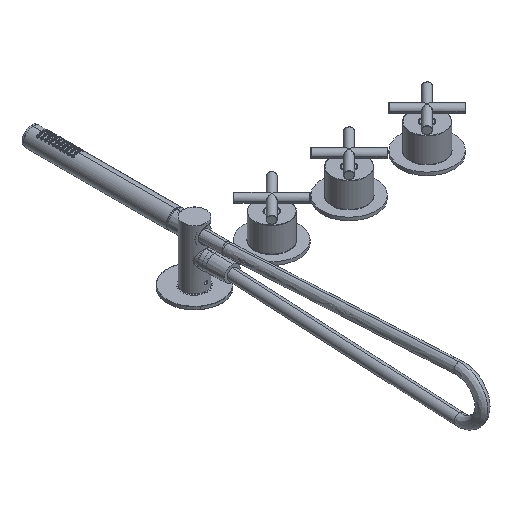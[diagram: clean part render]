
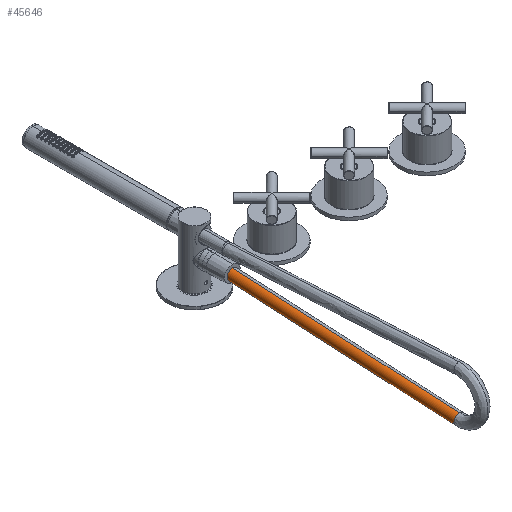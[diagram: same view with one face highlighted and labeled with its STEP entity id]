
A CAD part, isometric view. The second image highlights one B-rep face of the part: STEP entity #45646.
In plain terms, the highlighted free-form (B-spline) face has degree [3, 1] with [4, 2] control points.
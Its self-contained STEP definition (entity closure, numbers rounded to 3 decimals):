
#848 = CARTESIAN_POINT ( 'NONE',  ( 0., -315.2, -22.638 ) ) ;
#1679 = CARTESIAN_POINT ( 'NONE',  ( -13.832, -315.2, -22.638 ) ) ;
#3757 = CARTESIAN_POINT ( 'NONE',  ( 0., -21.65, 6.578 ) ) ;
#6129 = CARTESIAN_POINT ( 'NONE',  ( 0., -15.2, 6.916 ) ) ;
#7834 = CARTESIAN_POINT ( 'NONE',  ( 0., -21.65, -7.254 ) ) ;
#9908 = ORIENTED_EDGE ( 'NONE', *, *, #57447, .F. ) ;
#10208 = ORIENTED_EDGE ( 'NONE', *, *, #46894, .F. ) ;
#10579 = FACE_OUTER_BOUND ( 'NONE', #15302, .T. ) ;
#11033 = DIRECTION ( 'NONE',  ( 0., -1., 0. ) ) ;
#12275 = CARTESIAN_POINT ( 'NONE',  ( 0., -21.65, 6.578 ) ) ;
#12458 = VERTEX_POINT ( 'NONE', #848 ) ;
#12792 = VERTEX_POINT ( 'NONE', #39984 ) ;
#15302 = EDGE_LOOP ( 'NONE', ( #10208, #25116, #31488, #9908 ) ) ;
#19468 = CARTESIAN_POINT ( 'NONE',  ( 0., -315.2, -22.638 ) ) ;
#19799 = CARTESIAN_POINT ( 'NONE',  ( -13.832, -15.2, -6.916 ) ) ;
#21402 = VERTEX_POINT ( 'NONE', #3757 ) ;
#24268 = CARTESIAN_POINT ( 'NONE',  ( -13.832, -315.2, -8.806 ) ) ;
#25116 = ORIENTED_EDGE ( 'NONE', *, *, #37372, .T. ) ;
#26285 =( BOUNDED_CURVE ( )  B_SPLINE_CURVE ( 3, ( #12275, #30431, #48589, #7834 ),
 .UNSPECIFIED., .F., .F. ) 
 B_SPLINE_CURVE_WITH_KNOTS ( ( 4, 4 ),
 ( 0.022, 0.044 ),
 .UNSPECIFIED. ) 
 CURVE ( )  GEOMETRIC_REPRESENTATION_ITEM ( )  RATIONAL_B_SPLINE_CURVE ( ( 1., 0.333, 0.333, 1. ) ) 
 REPRESENTATION_ITEM ( '' )  );
#26416 = B_SPLINE_CURVE_WITH_KNOTS ( 'NONE', 1,
 ( #29459, #47622 ),
 .UNSPECIFIED., .F., .F.,
 ( 2, 2 ),
 ( 0., 0.979 ),
 .UNSPECIFIED. ) ;
#27838 = CARTESIAN_POINT ( 'NONE',  ( 0., -315.2, -8.806 ) ) ;
#29180 = DIRECTION ( 'NONE',  ( 0., 0., -1. ) ) ;
#29459 = CARTESIAN_POINT ( 'NONE',  ( 0., -315.2, -8.806 ) ) ;
#30178 = AXIS2_PLACEMENT_3D ( 'NONE', #51834, #11033, #29180 ) ;
#30431 = CARTESIAN_POINT ( 'NONE',  ( -13.832, -21.65, 6.578 ) ) ;
#31488 = ORIENTED_EDGE ( 'NONE', *, *, #51593, .T. ) ;
#32331 = B_SPLINE_CURVE_WITH_KNOTS ( 'NONE', 1,
 ( #19468, #37622 ),
 .UNSPECIFIED., .F., .F.,
 ( 2, 2 ),
 ( 0., 0.979 ),
 .UNSPECIFIED. ) ;
#34420 = VERTEX_POINT ( 'NONE', #27838 ) ;
#37372 = EDGE_CURVE ( 'NONE', #34420, #21402, #26416, .T. ) ;
#37622 = CARTESIAN_POINT ( 'NONE',  ( 0., -21.65, -7.254 ) ) ;
#37955 = CARTESIAN_POINT ( 'NONE',  ( 0., -315.2, -22.638 ) ) ;
#39984 = CARTESIAN_POINT ( 'NONE',  ( 0., -21.65, -7.254 ) ) ;
#42419 = CARTESIAN_POINT ( 'NONE',  ( -13.832, -15.2, 6.916 ) ) ;
#45646 = ADVANCED_FACE ( 'NONE', ( #10579 ), #52895, .F. ) ;
#46881 = CARTESIAN_POINT ( 'NONE',  ( 0., -315.2, -8.806 ) ) ;
#46894 = EDGE_CURVE ( 'NONE', #34420, #12458, #55827, .T. ) ;
#47622 = CARTESIAN_POINT ( 'NONE',  ( 0., -21.65, 6.578 ) ) ;
#48589 = CARTESIAN_POINT ( 'NONE',  ( -13.832, -21.65, -7.254 ) ) ;
#51593 = EDGE_CURVE ( 'NONE', #21402, #12792, #26285, .T. ) ;
#51834 = CARTESIAN_POINT ( 'NONE',  ( 0., -315.2, -15.722 ) ) ;
#52895 =( BOUNDED_SURFACE ( )  B_SPLINE_SURFACE ( 3, 1, ( 
 ( #46881, #6129 ),
 ( #24268, #42419 ),
 ( #1679, #19799 ),
 ( #37955, #56101 ) ),
 .UNSPECIFIED., .F., .F., .T. ) 
 B_SPLINE_SURFACE_WITH_KNOTS ( ( 4, 4 ),
 ( 2, 2 ),
 ( 0.5, 1. ),
 ( 0., 1. ),
 .UNSPECIFIED. ) 
 GEOMETRIC_REPRESENTATION_ITEM ( )  RATIONAL_B_SPLINE_SURFACE ( (
 ( 1., 1.),
 ( 0.333, 0.333),
 ( 0.333, 0.333),
 ( 1., 1.) ) ) 
 REPRESENTATION_ITEM ( '' )  SURFACE ( )  );
#55827 = CIRCLE ( 'NONE', #30178, 6.916 ) ;
#56101 = CARTESIAN_POINT ( 'NONE',  ( 0., -15.2, -6.916 ) ) ;
#57447 = EDGE_CURVE ( 'NONE', #12458, #12792, #32331, .T. ) ;
